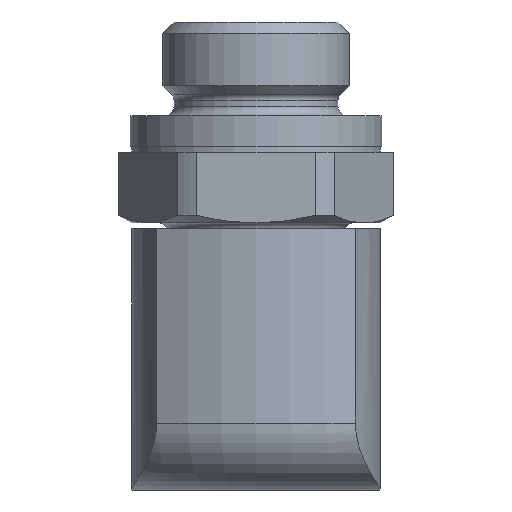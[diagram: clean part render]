
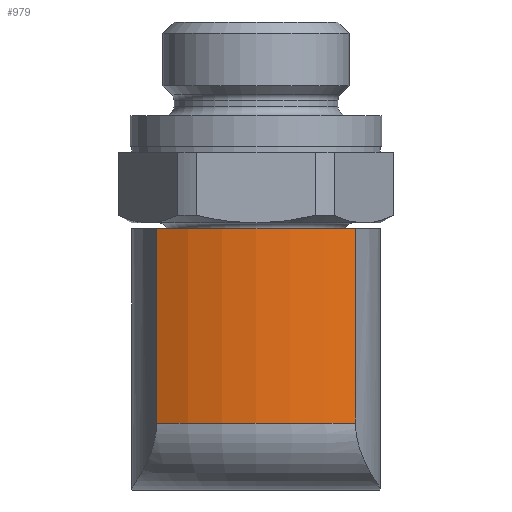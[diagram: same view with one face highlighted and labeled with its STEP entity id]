
A CAD part, left-side view. The second image highlights one B-rep face of the part: STEP entity #979.
In plain terms, the highlighted cylindrical face has radius 11 mm (diameter 22 mm), a partial arc.
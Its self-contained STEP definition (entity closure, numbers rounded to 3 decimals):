
#70=CYLINDRICAL_SURFACE('',#1108,11.);
#103=LINE('',#1673,#148);
#106=LINE('',#1690,#151);
#148=VECTOR('',#1283,1000.);
#151=VECTOR('',#1292,1000.);
#307=ORIENTED_EDGE('',*,*,#530,.F.);
#308=ORIENTED_EDGE('',*,*,#503,.F.);
#309=ORIENTED_EDGE('',*,*,#494,.F.);
#310=ORIENTED_EDGE('',*,*,#497,.T.);
#494=EDGE_CURVE('',#606,#607,#681,.T.);
#497=EDGE_CURVE('',#606,#608,#103,.T.);
#503=EDGE_CURVE('',#607,#612,#106,.T.);
#530=EDGE_CURVE('',#612,#608,#702,.T.);
#606=VERTEX_POINT('',#1659);
#607=VERTEX_POINT('',#1661);
#608=VERTEX_POINT('',#1671);
#612=VERTEX_POINT('',#1686);
#681=CIRCLE('',#1070,11.);
#702=CIRCLE('',#1109,11.);
#770=EDGE_LOOP('',(#307,#308,#309,#310));
#867=FACE_BOUND('',#770,.T.);
#979=ADVANCED_FACE('',(#867),#70,.T.);
#1070=AXIS2_PLACEMENT_3D('',#1660,#1277,#1278);
#1108=AXIS2_PLACEMENT_3D('',#1755,#1364,#1365);
#1109=AXIS2_PLACEMENT_3D('',#1756,#1366,#1367);
#1277=DIRECTION('',(0.,0.,1.));
#1278=DIRECTION('',(1.,0.,0.));
#1283=DIRECTION('',(0.,0.,-1.));
#1292=DIRECTION('',(0.,0.,-1.));
#1364=DIRECTION('',(0.,0.,-1.));
#1365=DIRECTION('',(-1.,0.,0.));
#1366=DIRECTION('',(0.,0.,-1.));
#1367=DIRECTION('',(-1.,0.,0.));
#1659=CARTESIAN_POINT('',(-5.196,5.196,9.25));
#1660=CARTESIAN_POINT('',(4.5,0.,9.25));
#1661=CARTESIAN_POINT('',(-5.196,-5.196,9.25));
#1671=CARTESIAN_POINT('',(-5.196,5.196,-0.9));
#1673=CARTESIAN_POINT('',(-5.196,5.196,9.25));
#1686=CARTESIAN_POINT('',(-5.196,-5.196,-0.9));
#1690=CARTESIAN_POINT('',(-5.196,-5.196,9.25));
#1755=CARTESIAN_POINT('',(4.5,0.,9.25));
#1756=CARTESIAN_POINT('',(4.5,0.,-0.9));
